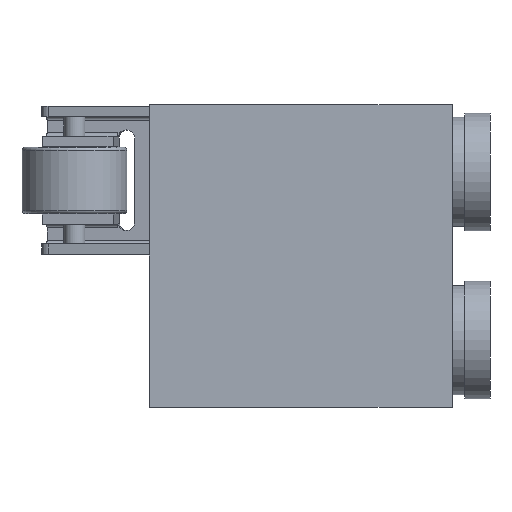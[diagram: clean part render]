
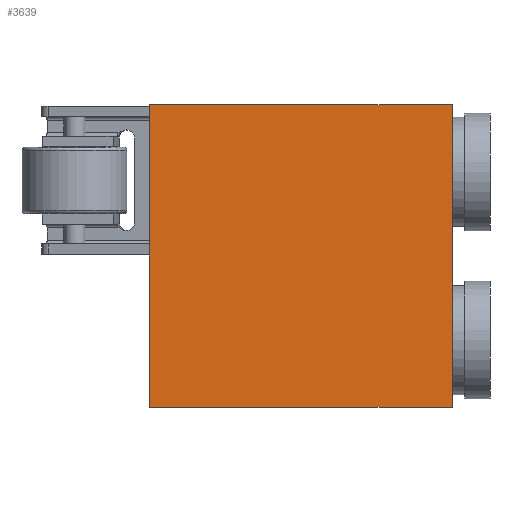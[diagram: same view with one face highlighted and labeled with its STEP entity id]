
A CAD part, front view. The second image highlights one B-rep face of the part: STEP entity #3639.
In plain terms, the highlighted planar face has unit normal (0, -1, 0).
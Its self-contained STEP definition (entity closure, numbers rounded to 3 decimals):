
#347=ORIENTED_EDGE('',*,*,#1124,.T.);
#348=ORIENTED_EDGE('',*,*,#1125,.F.);
#349=ORIENTED_EDGE('',*,*,#1126,.F.);
#350=ORIENTED_EDGE('',*,*,#1122,.T.);
#1122=EDGE_CURVE('',#1508,#1507,#1783,.T.);
#1124=EDGE_CURVE('',#1507,#1509,#1785,.T.);
#1125=EDGE_CURVE('',#1510,#1509,#1786,.T.);
#1126=EDGE_CURVE('',#1508,#1510,#1787,.T.);
#1507=VERTEX_POINT('',#5204);
#1508=VERTEX_POINT('',#5206);
#1509=VERTEX_POINT('',#5210);
#1510=VERTEX_POINT('',#5212);
#1783=LINE('',#5205,#2011);
#1785=LINE('',#5209,#2013);
#1786=LINE('',#5211,#2014);
#1787=LINE('',#5213,#2015);
#2011=VECTOR('',#4252,1000.);
#2013=VECTOR('',#4256,1000.);
#2014=VECTOR('',#4257,1000.);
#2015=VECTOR('',#4258,1000.);
#2237=EDGE_LOOP('',(#347,#348,#349,#350));
#2529=FACE_BOUND('',#2237,.T.);
#2807=PLANE('',#3864);
#3639=ADVANCED_FACE('',(#2529),#2807,.F.);
#3864=AXIS2_PLACEMENT_3D('',#5208,#4254,#4255);
#4252=DIRECTION('',(0.,0.,-1.));
#4254=DIRECTION('',(0.,1.,0.));
#4255=DIRECTION('',(0.,0.,1.));
#4256=DIRECTION('',(1.,0.,0.));
#4257=DIRECTION('',(0.,0.,-1.));
#4258=DIRECTION('',(1.,0.,0.));
#5204=CARTESIAN_POINT('',(-18.,0.,-27.));
#5205=CARTESIAN_POINT('',(-18.,0.,9.));
#5206=CARTESIAN_POINT('',(-18.,0.,9.));
#5208=CARTESIAN_POINT('',(-18.,0.,9.));
#5209=CARTESIAN_POINT('',(-18.,0.,-27.));
#5210=CARTESIAN_POINT('',(18.,0.,-27.));
#5211=CARTESIAN_POINT('',(18.,0.,9.));
#5212=CARTESIAN_POINT('',(18.,0.,9.));
#5213=CARTESIAN_POINT('',(-18.,0.,9.));
